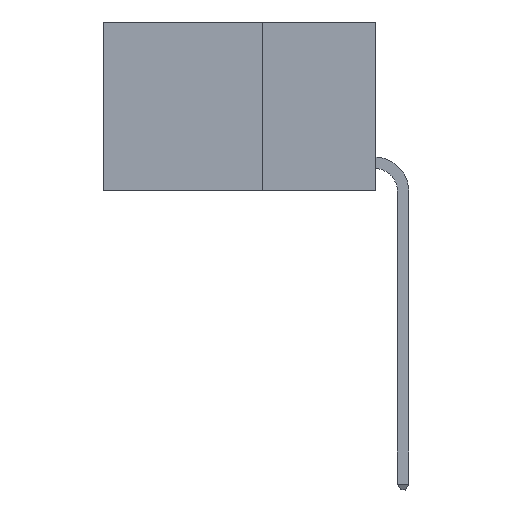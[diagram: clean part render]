
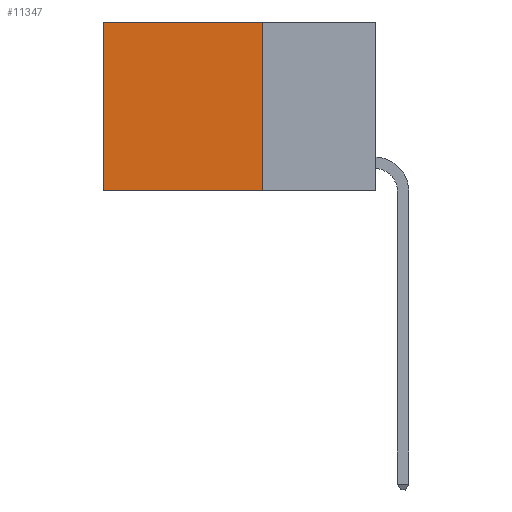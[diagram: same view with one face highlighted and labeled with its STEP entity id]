
A CAD part, left-side view. The second image highlights one B-rep face of the part: STEP entity #11347.
In plain terms, the highlighted planar face has unit normal (-1, 0, 0).
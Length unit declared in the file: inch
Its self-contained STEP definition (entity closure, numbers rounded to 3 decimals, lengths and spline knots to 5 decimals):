
#266 = VERTEX_POINT ( 'NONE', #18426 ) ;
#689 = AXIS2_PLACEMENT_3D ( 'NONE', #27244, #13624, #29513 ) ;
#1526 = LINE ( 'NONE', #5222, #7745 ) ;
#2840 = CARTESIAN_POINT ( 'NONE',  ( 0.2625, 0.6, 0. ) ) ;
#3049 = DIRECTION ( 'NONE',  ( 0., 0., -1. ) ) ;
#3054 = DIRECTION ( 'NONE',  ( 0., 0., -1. ) ) ;
#5222 = CARTESIAN_POINT ( 'NONE',  ( 0.2625, 0.25, 0. ) ) ;
#5876 = ORIENTED_EDGE ( 'NONE', *, *, #22307, .T. ) ;
#6062 = LINE ( 'NONE', #2840, #22940 ) ;
#7026 = VECTOR ( 'NONE', #3049, 39.37008 ) ;
#7745 = VECTOR ( 'NONE', #9890, 39.37008 ) ;
#8589 = VERTEX_POINT ( 'NONE', #10084 ) ;
#9095 = ORIENTED_EDGE ( 'NONE', *, *, #24882, .F. ) ;
#9890 = DIRECTION ( 'NONE',  ( 0., 1., 0. ) ) ;
#9976 = DIRECTION ( 'NONE',  ( 0., 1., 0. ) ) ;
#10084 = CARTESIAN_POINT ( 'NONE',  ( 0.2625, 0.6, 0. ) ) ;
#11299 = PLANE ( 'NONE',  #689 ) ;
#11347 = ADVANCED_FACE ( 'NONE', ( #18392 ), #11299, .F. ) ;
#12474 = LINE ( 'NONE', #28259, #7026 ) ;
#13624 = DIRECTION ( 'NONE',  ( 1., 0., 0. ) ) ;
#14830 = CARTESIAN_POINT ( 'NONE',  ( 0.2625, 0.25, 0. ) ) ;
#14915 = ORIENTED_EDGE ( 'NONE', *, *, #24848, .T. ) ;
#18392 = FACE_OUTER_BOUND ( 'NONE', #20219, .T. ) ;
#18426 = CARTESIAN_POINT ( 'NONE',  ( 0.2625, 0.6, -0.37 ) ) ;
#19095 = CARTESIAN_POINT ( 'NONE',  ( 0.2625, 0.25, -0.37 ) ) ;
#20219 = EDGE_LOOP ( 'NONE', ( #5876, #28369, #9095, #14915 ) ) ;
#21134 = VERTEX_POINT ( 'NONE', #21875 ) ;
#21875 = CARTESIAN_POINT ( 'NONE',  ( 0.2625, 0.25, -0.37 ) ) ;
#22165 = VECTOR ( 'NONE', #9976, 39.37008 ) ;
#22307 = EDGE_CURVE ( 'NONE', #8589, #266, #6062, .T. ) ;
#22940 = VECTOR ( 'NONE', #3054, 39.37008 ) ;
#24848 = EDGE_CURVE ( 'NONE', #29743, #8589, #1526, .T. ) ;
#24882 = EDGE_CURVE ( 'NONE', #29743, #21134, #12474, .T. ) ;
#27244 = CARTESIAN_POINT ( 'NONE',  ( 0.2625, 0.25, 0. ) ) ;
#27500 = EDGE_CURVE ( 'NONE', #21134, #266, #28191, .T. ) ;
#28191 = LINE ( 'NONE', #19095, #22165 ) ;
#28259 = CARTESIAN_POINT ( 'NONE',  ( 0.2625, 0.25, 0. ) ) ;
#28369 = ORIENTED_EDGE ( 'NONE', *, *, #27500, .F. ) ;
#29513 = DIRECTION ( 'NONE',  ( 0., 0., -1. ) ) ;
#29743 = VERTEX_POINT ( 'NONE', #14830 ) ;
